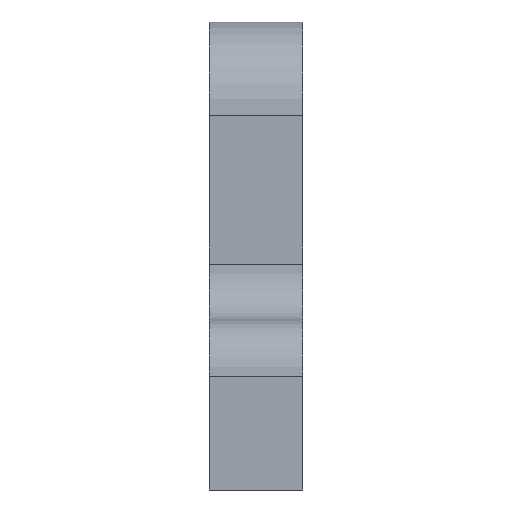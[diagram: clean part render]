
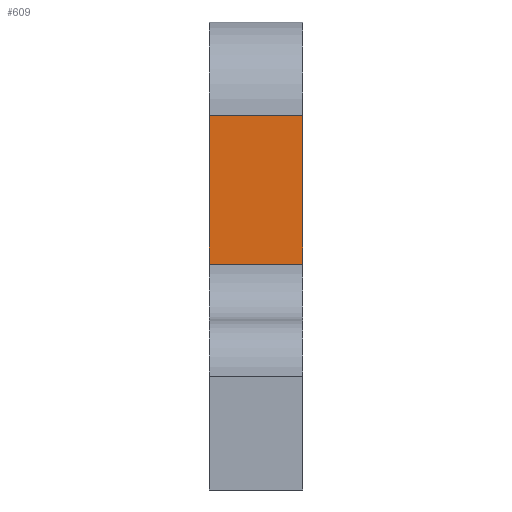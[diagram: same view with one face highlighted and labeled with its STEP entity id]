
A CAD part, front view. The second image highlights one B-rep face of the part: STEP entity #609.
In plain terms, the highlighted planar face has unit normal (0, -1, 0).
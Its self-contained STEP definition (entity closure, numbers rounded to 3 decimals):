
#41 = CARTESIAN_POINT ( 'NONE',  ( 5., -3.729, -1.362 ) ) ;
#51 = PLANE ( 'NONE',  #857 ) ;
#67 = CARTESIAN_POINT ( 'NONE',  ( 0., -3.729, -1.362 ) ) ;
#127 = CARTESIAN_POINT ( 'NONE',  ( 0., -3.729, -1.362 ) ) ;
#130 = EDGE_LOOP ( 'NONE', ( #176, #1040, #1077, #1071 ) ) ;
#131 = VECTOR ( 'NONE', #486, 1000. ) ;
#154 = EDGE_CURVE ( 'NONE', #608, #235, #384, .T. ) ;
#175 = EDGE_CURVE ( 'NONE', #572, #267, #1091, .T. ) ;
#176 = ORIENTED_EDGE ( 'NONE', *, *, #633, .F. ) ;
#221 = VECTOR ( 'NONE', #864, 1000. ) ;
#235 = VERTEX_POINT ( 'NONE', #505 ) ;
#267 = VERTEX_POINT ( 'NONE', #67 ) ;
#298 = DIRECTION ( 'NONE',  ( 0., 1., 0. ) ) ;
#382 = FACE_OUTER_BOUND ( 'NONE', #130, .T. ) ;
#384 = LINE ( 'NONE', #1008, #748 ) ;
#395 = DIRECTION ( 'NONE',  ( -1., 0., 0. ) ) ;
#486 = DIRECTION ( 'NONE',  ( 0., 0., -1. ) ) ;
#492 = LINE ( 'NONE', #945, #221 ) ;
#505 = CARTESIAN_POINT ( 'NONE',  ( 0., -3.729, 6.568 ) ) ;
#518 = EDGE_CURVE ( 'NONE', #235, #267, #920, .T. ) ;
#563 = CARTESIAN_POINT ( 'NONE',  ( 5., -3.729, -1.362 ) ) ;
#571 = CARTESIAN_POINT ( 'NONE',  ( 5., -3.729, -1.362 ) ) ;
#572 = VERTEX_POINT ( 'NONE', #563 ) ;
#608 = VERTEX_POINT ( 'NONE', #814 ) ;
#609 = ADVANCED_FACE ( 'NONE', ( #382 ), #51, .F. ) ;
#633 = EDGE_CURVE ( 'NONE', #608, #572, #492, .T. ) ;
#748 = VECTOR ( 'NONE', #395, 1000. ) ;
#787 = VECTOR ( 'NONE', #841, 1000. ) ;
#814 = CARTESIAN_POINT ( 'NONE',  ( 5., -3.729, 6.568 ) ) ;
#841 = DIRECTION ( 'NONE',  ( -1., 0., 0. ) ) ;
#857 = AXIS2_PLACEMENT_3D ( 'NONE', #41, #298, #994 ) ;
#864 = DIRECTION ( 'NONE',  ( 0., 0., -1. ) ) ;
#920 = LINE ( 'NONE', #127, #131 ) ;
#945 = CARTESIAN_POINT ( 'NONE',  ( 5., -3.729, -1.362 ) ) ;
#994 = DIRECTION ( 'NONE',  ( 0., 0., 1. ) ) ;
#1008 = CARTESIAN_POINT ( 'NONE',  ( 5., -3.729, 6.568 ) ) ;
#1040 = ORIENTED_EDGE ( 'NONE', *, *, #154, .T. ) ;
#1071 = ORIENTED_EDGE ( 'NONE', *, *, #175, .F. ) ;
#1077 = ORIENTED_EDGE ( 'NONE', *, *, #518, .T. ) ;
#1091 = LINE ( 'NONE', #571, #787 ) ;
